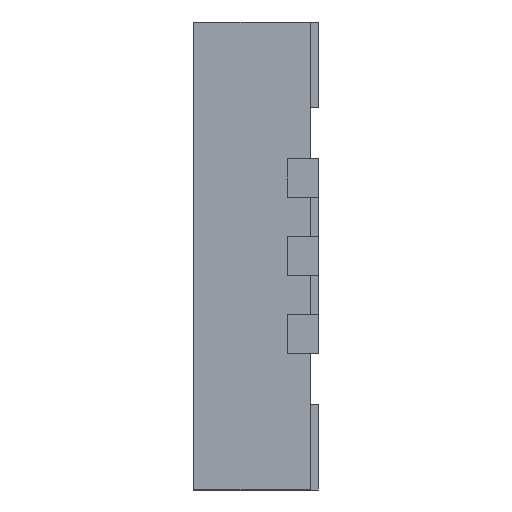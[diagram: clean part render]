
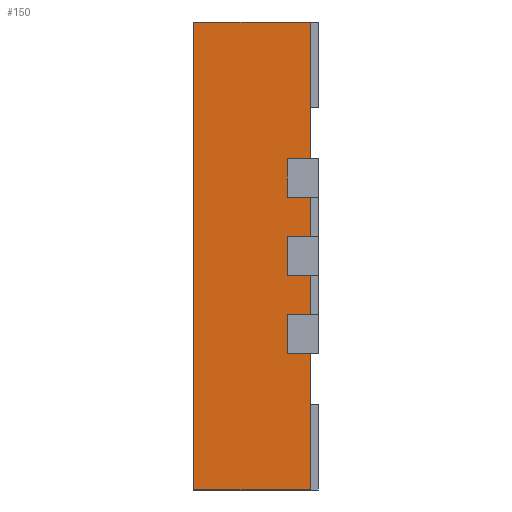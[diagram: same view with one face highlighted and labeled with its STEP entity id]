
A CAD part, left-side view. The second image highlights one B-rep face of the part: STEP entity #150.
In plain terms, the highlighted planar face has unit normal (-1, 0, 0).
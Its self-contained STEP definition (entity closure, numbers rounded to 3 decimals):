
#40 = CARTESIAN_POINT ( 'NONE',  ( -1.5, 0.05, 0.375 ) ) ;
#48 = VECTOR ( 'NONE', #56, 1000. ) ;
#56 = DIRECTION ( 'NONE',  ( 0., 0., 1. ) ) ;
#63 = LINE ( 'NONE', #3266, #2170 ) ;
#67 = DIRECTION ( 'NONE',  ( 0., 0., 1. ) ) ;
#103 = VERTEX_POINT ( 'NONE', #512 ) ;
#150 = ADVANCED_FACE ( 'NONE', ( #1111 ), #2954, .F. ) ;
#159 = LINE ( 'NONE', #1676, #454 ) ;
#294 = VECTOR ( 'NONE', #1819, 1000. ) ;
#349 = CARTESIAN_POINT ( 'NONE',  ( -1.5, 0.2, -0.625 ) ) ;
#357 = VECTOR ( 'NONE', #67, 1000. ) ;
#454 = VECTOR ( 'NONE', #3581, 1000. ) ;
#476 = DIRECTION ( 'NONE',  ( 0., 0., 1. ) ) ;
#495 = DIRECTION ( 'NONE',  ( 1., 0., 0. ) ) ;
#504 = ORIENTED_EDGE ( 'NONE', *, *, #1390, .F. ) ;
#505 = ORIENTED_EDGE ( 'NONE', *, *, #2288, .T. ) ;
#512 = CARTESIAN_POINT ( 'NONE',  ( -1.5, 0.05, 0.125 ) ) ;
#565 = CARTESIAN_POINT ( 'NONE',  ( -1.5, 0.804, -0.625 ) ) ;
#606 = CARTESIAN_POINT ( 'NONE',  ( -1.5, 5.843, 1.5 ) ) ;
#607 = VERTEX_POINT ( 'NONE', #349 ) ;
#672 = EDGE_CURVE ( 'NONE', #2471, #3847, #2807, .T. ) ;
#677 = VECTOR ( 'NONE', #1604, 1000. ) ;
#698 = EDGE_CURVE ( 'NONE', #2827, #103, #1685, .T. ) ;
#745 = DIRECTION ( 'NONE',  ( 0., -1., 0. ) ) ;
#790 = EDGE_CURVE ( 'NONE', #2087, #3190, #63, .T. ) ;
#857 = ORIENTED_EDGE ( 'NONE', *, *, #3379, .T. ) ;
#901 = VERTEX_POINT ( 'NONE', #1412 ) ;
#902 = CARTESIAN_POINT ( 'NONE',  ( -1.5, 0.2, -0.375 ) ) ;
#910 = ORIENTED_EDGE ( 'NONE', *, *, #3074, .T. ) ;
#932 = LINE ( 'NONE', #1511, #294 ) ;
#939 = CARTESIAN_POINT ( 'NONE',  ( -1.5, 0.804, -0.375 ) ) ;
#943 = LINE ( 'NONE', #606, #3303 ) ;
#1030 = VECTOR ( 'NONE', #3682, 1000. ) ;
#1043 = VECTOR ( 'NONE', #745, 1000. ) ;
#1046 = VECTOR ( 'NONE', #1213, 1000. ) ;
#1071 = CARTESIAN_POINT ( 'NONE',  ( -1.5, 0.05, 1.5 ) ) ;
#1111 = FACE_OUTER_BOUND ( 'NONE', #3760, .T. ) ;
#1138 = DIRECTION ( 'NONE',  ( 0., -1., 0. ) ) ;
#1165 = ORIENTED_EDGE ( 'NONE', *, *, #672, .T. ) ;
#1189 = LINE ( 'NONE', #2928, #1043 ) ;
#1213 = DIRECTION ( 'NONE',  ( 0., -1., 0. ) ) ;
#1214 = EDGE_CURVE ( 'NONE', #607, #1454, #3790, .T. ) ;
#1263 = EDGE_CURVE ( 'NONE', #901, #2471, #1863, .T. ) ;
#1321 = CARTESIAN_POINT ( 'NONE',  ( -1.5, 0.05, 1.5 ) ) ;
#1390 = EDGE_CURVE ( 'NONE', #3220, #3905, #2481, .T. ) ;
#1395 = ORIENTED_EDGE ( 'NONE', *, *, #3836, .T. ) ;
#1396 = CARTESIAN_POINT ( 'NONE',  ( -1.5, 5.843, 1.5 ) ) ;
#1412 = CARTESIAN_POINT ( 'NONE',  ( -1.5, 0.2, -0.375 ) ) ;
#1446 = ORIENTED_EDGE ( 'NONE', *, *, #3434, .T. ) ;
#1454 = VERTEX_POINT ( 'NONE', #1683 ) ;
#1511 = CARTESIAN_POINT ( 'NONE',  ( -1.5, 5.843, -1.5 ) ) ;
#1580 = LINE ( 'NONE', #3775, #2912 ) ;
#1587 = CARTESIAN_POINT ( 'NONE',  ( -1.5, 0.8, 1.5 ) ) ;
#1604 = DIRECTION ( 'NONE',  ( 0., 0., 1. ) ) ;
#1606 = DIRECTION ( 'NONE',  ( 0., -1., 0. ) ) ;
#1613 = CARTESIAN_POINT ( 'NONE',  ( -1.5, 0.05, 1.5 ) ) ;
#1617 = CARTESIAN_POINT ( 'NONE',  ( -1.5, 0.2, 0.125 ) ) ;
#1639 = ORIENTED_EDGE ( 'NONE', *, *, #2752, .T. ) ;
#1654 = ORIENTED_EDGE ( 'NONE', *, *, #2660, .F. ) ;
#1676 = CARTESIAN_POINT ( 'NONE',  ( -1.5, 0.05, 1.5 ) ) ;
#1683 = CARTESIAN_POINT ( 'NONE',  ( -1.5, 0.05, -0.625 ) ) ;
#1685 = LINE ( 'NONE', #3530, #2414 ) ;
#1764 = LINE ( 'NONE', #1071, #2893 ) ;
#1771 = VECTOR ( 'NONE', #2283, 1000. ) ;
#1819 = DIRECTION ( 'NONE',  ( 0., -1., 0. ) ) ;
#1846 = DIRECTION ( 'NONE',  ( 0., 0., 1. ) ) ;
#1863 = LINE ( 'NONE', #939, #1046 ) ;
#1972 = EDGE_CURVE ( 'NONE', #2087, #3391, #1580, .T. ) ;
#2039 = CARTESIAN_POINT ( 'NONE',  ( -1.5, 0.2, -0.125 ) ) ;
#2068 = EDGE_CURVE ( 'NONE', #3905, #2671, #943, .T. ) ;
#2073 = CARTESIAN_POINT ( 'NONE',  ( -1.5, 0.2, 0.125 ) ) ;
#2087 = VERTEX_POINT ( 'NONE', #2465 ) ;
#2094 = ORIENTED_EDGE ( 'NONE', *, *, #1263, .T. ) ;
#2116 = CARTESIAN_POINT ( 'NONE',  ( -1.5, 0.05, -0.125 ) ) ;
#2118 = LINE ( 'NONE', #3785, #1771 ) ;
#2162 = CARTESIAN_POINT ( 'NONE',  ( -1.5, 0.8, 1.5 ) ) ;
#2170 = VECTOR ( 'NONE', #476, 1000. ) ;
#2263 = VECTOR ( 'NONE', #1846, 1000. ) ;
#2283 = DIRECTION ( 'NONE',  ( 0., -1., 0. ) ) ;
#2288 = EDGE_CURVE ( 'NONE', #103, #3391, #159, .T. ) ;
#2296 = DIRECTION ( 'NONE',  ( 0., -1., 0. ) ) ;
#2357 = ORIENTED_EDGE ( 'NONE', *, *, #790, .T. ) ;
#2414 = VECTOR ( 'NONE', #2296, 1000. ) ;
#2458 = CARTESIAN_POINT ( 'NONE',  ( -1.5, 0.05, 1.5 ) ) ;
#2465 = CARTESIAN_POINT ( 'NONE',  ( -1.5, 0.2, 0.375 ) ) ;
#2471 = VERTEX_POINT ( 'NONE', #3102 ) ;
#2481 = LINE ( 'NONE', #1587, #677 ) ;
#2544 = LINE ( 'NONE', #1617, #48 ) ;
#2597 = DIRECTION ( 'NONE',  ( 0., 0., 1. ) ) ;
#2634 = LINE ( 'NONE', #2458, #1030 ) ;
#2655 = DIRECTION ( 'NONE',  ( 0., 0., -1. ) ) ;
#2660 = EDGE_CURVE ( 'NONE', #3713, #3847, #2118, .T. ) ;
#2671 = VERTEX_POINT ( 'NONE', #1321 ) ;
#2752 = EDGE_CURVE ( 'NONE', #3190, #2930, #1189, .T. ) ;
#2807 = LINE ( 'NONE', #1613, #357 ) ;
#2811 = VERTEX_POINT ( 'NONE', #3268 ) ;
#2827 = VERTEX_POINT ( 'NONE', #2073 ) ;
#2893 = VECTOR ( 'NONE', #2597, 1000. ) ;
#2912 = VECTOR ( 'NONE', #4039, 1000. ) ;
#2914 = AXIS2_PLACEMENT_3D ( 'NONE', #1396, #495, #2655 ) ;
#2928 = CARTESIAN_POINT ( 'NONE',  ( -1.5, 0.804, 0.625 ) ) ;
#2930 = VERTEX_POINT ( 'NONE', #3638 ) ;
#2954 = PLANE ( 'NONE',  #2914 ) ;
#2955 = VECTOR ( 'NONE', #1138, 1000. ) ;
#2964 = ORIENTED_EDGE ( 'NONE', *, *, #698, .T. ) ;
#3034 = EDGE_CURVE ( 'NONE', #3220, #2811, #932, .T. ) ;
#3074 = EDGE_CURVE ( 'NONE', #607, #901, #3985, .T. ) ;
#3102 = CARTESIAN_POINT ( 'NONE',  ( -1.5, 0.05, -0.375 ) ) ;
#3146 = ORIENTED_EDGE ( 'NONE', *, *, #1972, .F. ) ;
#3190 = VERTEX_POINT ( 'NONE', #3427 ) ;
#3220 = VERTEX_POINT ( 'NONE', #3223 ) ;
#3223 = CARTESIAN_POINT ( 'NONE',  ( -1.5, 0.8, -1.5 ) ) ;
#3266 = CARTESIAN_POINT ( 'NONE',  ( -1.5, 0.2, 0.625 ) ) ;
#3268 = CARTESIAN_POINT ( 'NONE',  ( -1.5, 0.05, -1.5 ) ) ;
#3303 = VECTOR ( 'NONE', #1606, 1000. ) ;
#3349 = ORIENTED_EDGE ( 'NONE', *, *, #2068, .F. ) ;
#3379 = EDGE_CURVE ( 'NONE', #3713, #2827, #2544, .T. ) ;
#3391 = VERTEX_POINT ( 'NONE', #40 ) ;
#3427 = CARTESIAN_POINT ( 'NONE',  ( -1.5, 0.2, 0.625 ) ) ;
#3434 = EDGE_CURVE ( 'NONE', #2930, #2671, #1764, .T. ) ;
#3530 = CARTESIAN_POINT ( 'NONE',  ( -1.5, 0.804, 0.125 ) ) ;
#3581 = DIRECTION ( 'NONE',  ( 0., 0., 1. ) ) ;
#3638 = CARTESIAN_POINT ( 'NONE',  ( -1.5, 0.05, 0.625 ) ) ;
#3682 = DIRECTION ( 'NONE',  ( 0., 0., 1. ) ) ;
#3706 = ORIENTED_EDGE ( 'NONE', *, *, #1214, .F. ) ;
#3713 = VERTEX_POINT ( 'NONE', #2039 ) ;
#3760 = EDGE_LOOP ( 'NONE', ( #1639, #1446, #3349, #504, #4001, #1395, #3706, #910, #2094, #1165, #1654, #857, #2964, #505, #3146, #2357 ) ) ;
#3775 = CARTESIAN_POINT ( 'NONE',  ( -1.5, 0.804, 0.375 ) ) ;
#3785 = CARTESIAN_POINT ( 'NONE',  ( -1.5, 0.804, -0.125 ) ) ;
#3790 = LINE ( 'NONE', #565, #2955 ) ;
#3836 = EDGE_CURVE ( 'NONE', #2811, #1454, #2634, .T. ) ;
#3847 = VERTEX_POINT ( 'NONE', #2116 ) ;
#3905 = VERTEX_POINT ( 'NONE', #2162 ) ;
#3985 = LINE ( 'NONE', #902, #2263 ) ;
#4001 = ORIENTED_EDGE ( 'NONE', *, *, #3034, .T. ) ;
#4039 = DIRECTION ( 'NONE',  ( 0., -1., 0. ) ) ;
